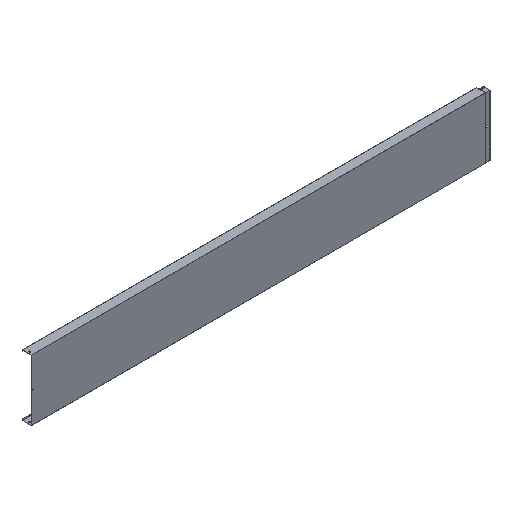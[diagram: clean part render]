
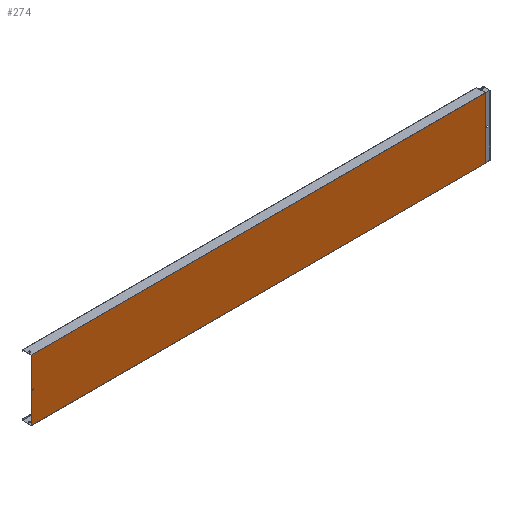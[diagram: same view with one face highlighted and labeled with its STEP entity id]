
A CAD part, isometric view. The second image highlights one B-rep face of the part: STEP entity #274.
In plain terms, the highlighted planar face has unit normal (0, -1, 0).
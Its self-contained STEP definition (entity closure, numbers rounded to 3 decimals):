
#20 = CARTESIAN_POINT ( 'NONE',  ( -2962.5, 0., 3.5 ) ) ;
#48 = CARTESIAN_POINT ( 'NONE',  ( -2970., 0., 200. ) ) ;
#64 = ORIENTED_EDGE ( 'NONE', *, *, #555, .T. ) ;
#109 = CARTESIAN_POINT ( 'NONE',  ( -2962.5, 0., -3.5 ) ) ;
#132 = LINE ( 'NONE', #395, #1212 ) ;
#144 = VECTOR ( 'NONE', #397, 1000. ) ;
#178 = EDGE_CURVE ( 'NONE', #1357, #817, #447, .T. ) ;
#182 = CARTESIAN_POINT ( 'NONE',  ( -2962.5, 0., 3.5 ) ) ;
#195 = DIRECTION ( 'NONE',  ( -1., 0., 0. ) ) ;
#206 = ORIENTED_EDGE ( 'NONE', *, *, #913, .T. ) ;
#274 = ADVANCED_FACE ( 'NONE', ( #1968, #1298 ), #315, .T. ) ;
#302 = CARTESIAN_POINT ( 'NONE',  ( 0.414, 0., 200. ) ) ;
#315 = PLANE ( 'NONE',  #544 ) ;
#317 = EDGE_LOOP ( 'NONE', ( #2052, #64, #206, #1893 ) ) ;
#365 = VERTEX_POINT ( 'NONE', #1404 ) ;
#384 = ORIENTED_EDGE ( 'NONE', *, *, #1861, .T. ) ;
#395 = CARTESIAN_POINT ( 'NONE',  ( -2952.5, 0., 3.5 ) ) ;
#397 = DIRECTION ( 'NONE',  ( 0., 0., -1. ) ) ;
#413 = ORIENTED_EDGE ( 'NONE', *, *, #491, .T. ) ;
#441 = CARTESIAN_POINT ( 'NONE',  ( 1.173, 0., -200. ) ) ;
#447 = LINE ( 'NONE', #823, #874 ) ;
#491 = EDGE_CURVE ( 'NONE', #786, #365, #132, .T. ) ;
#544 = AXIS2_PLACEMENT_3D ( 'NONE', #719, #1904, #1572 ) ;
#555 = EDGE_CURVE ( 'NONE', #1357, #948, #1147, .T. ) ;
#719 = CARTESIAN_POINT ( 'NONE',  ( -2970., 0., 200. ) ) ;
#729 = LINE ( 'NONE', #1966, #1949 ) ;
#786 = VERTEX_POINT ( 'NONE', #20 ) ;
#797 = VECTOR ( 'NONE', #840, 1000. ) ;
#806 = VECTOR ( 'NONE', #195, 1000. ) ;
#817 = VERTEX_POINT ( 'NONE', #1119 ) ;
#821 = VECTOR ( 'NONE', #1463, 1000. ) ;
#823 = CARTESIAN_POINT ( 'NONE',  ( 0.414, 0., -200. ) ) ;
#840 = DIRECTION ( 'NONE',  ( 0., 0., 1. ) ) ;
#846 = CARTESIAN_POINT ( 'NONE',  ( -2952.5, 0., -3.5 ) ) ;
#857 = LINE ( 'NONE', #48, #144 ) ;
#866 = ORIENTED_EDGE ( 'NONE', *, *, #1020, .T. ) ;
#874 = VECTOR ( 'NONE', #1193, 1000. ) ;
#913 = EDGE_CURVE ( 'NONE', #948, #958, #1367, .T. ) ;
#948 = VERTEX_POINT ( 'NONE', #1738 ) ;
#958 = VERTEX_POINT ( 'NONE', #1215 ) ;
#1020 = EDGE_CURVE ( 'NONE', #2013, #786, #1796, .T. ) ;
#1056 = DIRECTION ( 'NONE',  ( 0., 0., -1. ) ) ;
#1119 = CARTESIAN_POINT ( 'NONE',  ( -2970., 0., -200. ) ) ;
#1140 = DIRECTION ( 'NONE',  ( 0., 0., 1. ) ) ;
#1147 = LINE ( 'NONE', #1250, #1854 ) ;
#1182 = ORIENTED_EDGE ( 'NONE', *, *, #1764, .T. ) ;
#1193 = DIRECTION ( 'NONE',  ( -1., 0., 0. ) ) ;
#1212 = VECTOR ( 'NONE', #1947, 1000. ) ;
#1215 = CARTESIAN_POINT ( 'NONE',  ( -2970., 0., 200. ) ) ;
#1250 = CARTESIAN_POINT ( 'NONE',  ( 1.173, 0., -200. ) ) ;
#1298 = FACE_OUTER_BOUND ( 'NONE', #317, .T. ) ;
#1357 = VERTEX_POINT ( 'NONE', #441 ) ;
#1367 = LINE ( 'NONE', #302, #821 ) ;
#1404 = CARTESIAN_POINT ( 'NONE',  ( -2952.5, 0., 3.5 ) ) ;
#1463 = DIRECTION ( 'NONE',  ( -1., 0., 0. ) ) ;
#1572 = DIRECTION ( 'NONE',  ( 0., 0., -1. ) ) ;
#1658 = LINE ( 'NONE', #846, #806 ) ;
#1694 = EDGE_CURVE ( 'NONE', #958, #817, #857, .T. ) ;
#1738 = CARTESIAN_POINT ( 'NONE',  ( 1.173, 0., 200. ) ) ;
#1764 = EDGE_CURVE ( 'NONE', #1958, #2013, #1658, .T. ) ;
#1796 = LINE ( 'NONE', #182, #797 ) ;
#1842 = CARTESIAN_POINT ( 'NONE',  ( -2952.5, 0., -3.5 ) ) ;
#1854 = VECTOR ( 'NONE', #1140, 1000. ) ;
#1861 = EDGE_CURVE ( 'NONE', #365, #1958, #729, .T. ) ;
#1893 = ORIENTED_EDGE ( 'NONE', *, *, #1694, .T. ) ;
#1904 = DIRECTION ( 'NONE',  ( 0., -1., 0. ) ) ;
#1935 = EDGE_LOOP ( 'NONE', ( #384, #1182, #866, #413 ) ) ;
#1947 = DIRECTION ( 'NONE',  ( 1., 0., 0. ) ) ;
#1949 = VECTOR ( 'NONE', #1056, 1000. ) ;
#1958 = VERTEX_POINT ( 'NONE', #1842 ) ;
#1966 = CARTESIAN_POINT ( 'NONE',  ( -2952.5, 0., 3.5 ) ) ;
#1968 = FACE_BOUND ( 'NONE', #1935, .T. ) ;
#2013 = VERTEX_POINT ( 'NONE', #109 ) ;
#2052 = ORIENTED_EDGE ( 'NONE', *, *, #178, .F. ) ;
